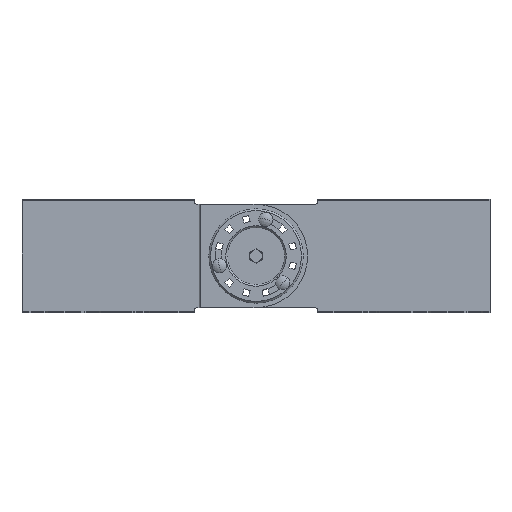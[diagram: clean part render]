
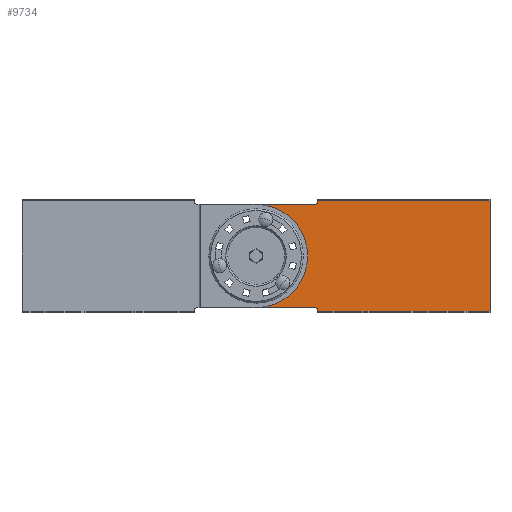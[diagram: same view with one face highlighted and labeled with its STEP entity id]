
A CAD part, top view. The second image highlights one B-rep face of the part: STEP entity #9734.
In plain terms, the highlighted face is planar.
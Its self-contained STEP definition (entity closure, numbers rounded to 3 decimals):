
#64 = EDGE_CURVE ( 'NONE', #5221, #12465, #7486, .T. ) ;
#80 = AXIS2_PLACEMENT_3D ( 'NONE', #11932, #11849, #7157 ) ;
#289 = CARTESIAN_POINT ( 'NONE',  ( -340., 0., -98.165 ) ) ;
#381 = CARTESIAN_POINT ( 'NONE',  ( -89.84, 0., -78.745 ) ) ;
#518 = VERTEX_POINT ( 'NONE', #1455 ) ;
#798 = CARTESIAN_POINT ( 'NONE',  ( -90., 0., -80.245 ) ) ;
#829 = ORIENTED_EDGE ( 'NONE', *, *, #11523, .F. ) ;
#936 = EDGE_CURVE ( 'NONE', #4200, #6811, #4449, .T. ) ;
#937 = DIRECTION ( 'NONE',  ( 0., 0., 1. ) ) ;
#1053 = CARTESIAN_POINT ( 'NONE',  ( -89.891, 0., 78.903 ) ) ;
#1139 = EDGE_CURVE ( 'NONE', #10573, #4607, #11108, .T. ) ;
#1177 = VERTEX_POINT ( 'NONE', #5876 ) ;
#1230 = CARTESIAN_POINT ( 'NONE',  ( -90., 0., -78.745 ) ) ;
#1245 = CARTESIAN_POINT ( 'NONE',  ( 0., 0., -80.245 ) ) ;
#1364 = VECTOR ( 'NONE', #5901, 1000. ) ;
#1455 = CARTESIAN_POINT ( 'NONE',  ( -85., 0., 75. ) ) ;
#1514 = EDGE_CURVE ( 'NONE', #1177, #6811, #2298, .T. ) ;
#1585 = AXIS2_PLACEMENT_3D ( 'NONE', #1777, #2722, #1818 ) ;
#1730 = DIRECTION ( 'NONE',  ( 0., 1., 0. ) ) ;
#1777 = CARTESIAN_POINT ( 'NONE',  ( 0., 0., 0. ) ) ;
#1818 = DIRECTION ( 'NONE',  ( 0., 0., 1. ) ) ;
#1850 = EDGE_CURVE ( 'NONE', #3185, #518, #7750, .T. ) ;
#1897 = ORIENTED_EDGE ( 'NONE', *, *, #11109, .T. ) ;
#1935 = CARTESIAN_POINT ( 'NONE',  ( 0., 0., 0. ) ) ;
#1939 = AXIS2_PLACEMENT_3D ( 'NONE', #11366, #1730, #8523 ) ;
#2025 = CARTESIAN_POINT ( 'NONE',  ( -89.93, 0., 79.064 ) ) ;
#2108 = DIRECTION ( 'NONE',  ( 0., 0., 1. ) ) ;
#2298 = LINE ( 'NONE', #1230, #4284 ) ;
#2524 = CARTESIAN_POINT ( 'NONE',  ( -89.84, 0., -78.745 ) ) ;
#2532 = VECTOR ( 'NONE', #10568, 1000. ) ;
#2711 = CARTESIAN_POINT ( 'NONE',  ( -90., 0., 0. ) ) ;
#2722 = DIRECTION ( 'NONE',  ( 0., 1., 0. ) ) ;
#2799 = DIRECTION ( 'NONE',  ( 0., 1., 0. ) ) ;
#2967 = ORIENTED_EDGE ( 'NONE', *, *, #4214, .T. ) ;
#3052 = EDGE_CURVE ( 'NONE', #4050, #9442, #5003, .T. ) ;
#3072 = EDGE_CURVE ( 'NONE', #12465, #5221, #3177, .T. ) ;
#3079 = VERTEX_POINT ( 'NONE', #10520 ) ;
#3085 = EDGE_LOOP ( 'NONE', ( #9038, #8539, #10485, #8122, #6968, #8458, #10933, #9485, #2967, #1897, #4164, #10392, #11436, #829 ) ) ;
#3119 = EDGE_LOOP ( 'NONE', ( #8501, #5039 ) ) ;
#3177 = CIRCLE ( 'NONE', #12344, 68.534 ) ;
#3185 = VERTEX_POINT ( 'NONE', #10600 ) ;
#3230 = EDGE_CURVE ( 'NONE', #3185, #7273, #9368, .T. ) ;
#3512 = CARTESIAN_POINT ( 'NONE',  ( -90., 0., 79.721 ) ) ;
#3995 = CARTESIAN_POINT ( 'NONE',  ( -89.982, 0., 79.39 ) ) ;
#4009 = AXIS2_PLACEMENT_3D ( 'NONE', #11481, #11526, #5599 ) ;
#4050 = VERTEX_POINT ( 'NONE', #11514 ) ;
#4059 = LINE ( 'NONE', #6156, #9215 ) ;
#4164 = ORIENTED_EDGE ( 'NONE', *, *, #8981, .T. ) ;
#4200 = VERTEX_POINT ( 'NONE', #8617 ) ;
#4214 = EDGE_CURVE ( 'NONE', #9442, #11324, #4365, .T. ) ;
#4268 = CARTESIAN_POINT ( 'NONE',  ( 0., 0., -75. ) ) ;
#4284 = VECTOR ( 'NONE', #10901, 1000. ) ;
#4365 = LINE ( 'NONE', #7688, #2532 ) ;
#4399 = CARTESIAN_POINT ( 'NONE',  ( -89.995, 0., -79.556 ) ) ;
#4449 = LINE ( 'NONE', #1245, #9306 ) ;
#4607 = VERTEX_POINT ( 'NONE', #7306 ) ;
#4613 = EDGE_CURVE ( 'NONE', #3079, #8030, #10395, .T. ) ;
#4724 = CARTESIAN_POINT ( 'NONE',  ( -340., 0., 0. ) ) ;
#4877 = AXIS2_PLACEMENT_3D ( 'NONE', #6335, #11185, #8095 ) ;
#4969 = CARTESIAN_POINT ( 'NONE',  ( 0., 0., 75. ) ) ;
#5003 = CIRCLE ( 'NONE', #1939, 75. ) ;
#5039 = ORIENTED_EDGE ( 'NONE', *, *, #3072, .F. ) ;
#5221 = VERTEX_POINT ( 'NONE', #9320 ) ;
#5510 = CARTESIAN_POINT ( 'NONE',  ( -89.93, 0., -79.064 ) ) ;
#5599 = DIRECTION ( 'NONE',  ( 0., 0., 1. ) ) ;
#5876 = CARTESIAN_POINT ( 'NONE',  ( -90., 0., -79.721 ) ) ;
#5901 = DIRECTION ( 'NONE',  ( 1., 0., 0. ) ) ;
#6051 = DIRECTION ( 'NONE',  ( 1., 0., 0. ) ) ;
#6118 = LINE ( 'NONE', #4724, #8373 ) ;
#6156 = CARTESIAN_POINT ( 'NONE',  ( -340., 0., 78.745 ) ) ;
#6163 = VECTOR ( 'NONE', #8357, 1000. ) ;
#6255 = CARTESIAN_POINT ( 'NONE',  ( -68.534, 0., 0. ) ) ;
#6335 = CARTESIAN_POINT ( 'NONE',  ( 0., 0., 0. ) ) ;
#6518 = FACE_BOUND ( 'NONE', #3119, .T. ) ;
#6641 = DIRECTION ( 'NONE',  ( 0., 0., -1. ) ) ;
#6811 = VERTEX_POINT ( 'NONE', #798 ) ;
#6968 = ORIENTED_EDGE ( 'NONE', *, *, #3230, .F. ) ;
#7086 = DIRECTION ( 'NONE',  ( 0., 0., 1. ) ) ;
#7157 = DIRECTION ( 'NONE',  ( 0., 0., -1. ) ) ;
#7268 = CARTESIAN_POINT ( 'NONE',  ( 0., 0., 80.245 ) ) ;
#7273 = VERTEX_POINT ( 'NONE', #3512 ) ;
#7306 = CARTESIAN_POINT ( 'NONE',  ( -340., 0., 78.745 ) ) ;
#7460 = LINE ( 'NONE', #4969, #1364 ) ;
#7484 = CARTESIAN_POINT ( 'NONE',  ( -85., 0., -75. ) ) ;
#7486 = CIRCLE ( 'NONE', #4877, 68.534 ) ;
#7522 = CARTESIAN_POINT ( 'NONE',  ( -340., 0., 80.245 ) ) ;
#7688 = CARTESIAN_POINT ( 'NONE',  ( 0., 0., -75. ) ) ;
#7750 = CIRCLE ( 'NONE', #4009, 5. ) ;
#7771 = VECTOR ( 'NONE', #7086, 1000. ) ;
#7840 = CARTESIAN_POINT ( 'NONE',  ( -89.995, 0., 79.556 ) ) ;
#8030 = VERTEX_POINT ( 'NONE', #7522 ) ;
#8095 = DIRECTION ( 'NONE',  ( 0., 0., 1. ) ) ;
#8122 = ORIENTED_EDGE ( 'NONE', *, *, #12224, .F. ) ;
#8253 = CARTESIAN_POINT ( 'NONE',  ( -340., 0., -78.745 ) ) ;
#8357 = DIRECTION ( 'NONE',  ( -1., 0., 0. ) ) ;
#8373 = VECTOR ( 'NONE', #6641, 1000. ) ;
#8458 = ORIENTED_EDGE ( 'NONE', *, *, #1850, .T. ) ;
#8501 = ORIENTED_EDGE ( 'NONE', *, *, #64, .F. ) ;
#8523 = DIRECTION ( 'NONE',  ( 0., 0., 1. ) ) ;
#8539 = ORIENTED_EDGE ( 'NONE', *, *, #10536, .T. ) ;
#8617 = CARTESIAN_POINT ( 'NONE',  ( -340., 0., -80.245 ) ) ;
#8981 = EDGE_CURVE ( 'NONE', #11829, #1177, #11574, .T. ) ;
#9038 = ORIENTED_EDGE ( 'NONE', *, *, #1139, .T. ) ;
#9215 = VECTOR ( 'NONE', #2108, 1000. ) ;
#9236 = CARTESIAN_POINT ( 'NONE',  ( -89.891, 0., -78.903 ) ) ;
#9306 = VECTOR ( 'NONE', #6051, 1000. ) ;
#9320 = CARTESIAN_POINT ( 'NONE',  ( 68.534, 0., 0. ) ) ;
#9368 = B_SPLINE_CURVE_WITH_KNOTS ( 'NONE', 3,
 ( #9756, #1053, #2025, #3995, #7840, #9800 ),
 .UNSPECIFIED., .F., .F.,
 ( 4, 2, 4 ),
 ( 0.004, 0.004, 0.005 ),
 .UNSPECIFIED. ) ;
#9442 = VERTEX_POINT ( 'NONE', #4268 ) ;
#9485 = ORIENTED_EDGE ( 'NONE', *, *, #3052, .T. ) ;
#9734 = ADVANCED_FACE ( 'NONE', ( #6518, #11958 ), #10482, .T. ) ;
#9756 = CARTESIAN_POINT ( 'NONE',  ( -89.84, 0., 78.745 ) ) ;
#9800 = CARTESIAN_POINT ( 'NONE',  ( -90., 0., 79.721 ) ) ;
#10223 = CARTESIAN_POINT ( 'NONE',  ( -89.982, 0., -79.39 ) ) ;
#10392 = ORIENTED_EDGE ( 'NONE', *, *, #1514, .T. ) ;
#10395 = LINE ( 'NONE', #7268, #6163 ) ;
#10482 = PLANE ( 'NONE',  #1585 ) ;
#10485 = ORIENTED_EDGE ( 'NONE', *, *, #4613, .F. ) ;
#10520 = CARTESIAN_POINT ( 'NONE',  ( -90., 0., 80.245 ) ) ;
#10536 = EDGE_CURVE ( 'NONE', #4607, #8030, #4059, .T. ) ;
#10568 = DIRECTION ( 'NONE',  ( -1., 0., 0. ) ) ;
#10573 = VERTEX_POINT ( 'NONE', #8253 ) ;
#10600 = CARTESIAN_POINT ( 'NONE',  ( -89.84, 0., 78.745 ) ) ;
#10901 = DIRECTION ( 'NONE',  ( 0., 0., -1. ) ) ;
#10933 = ORIENTED_EDGE ( 'NONE', *, *, #12419, .T. ) ;
#11099 = VECTOR ( 'NONE', #12412, 1000. ) ;
#11108 = LINE ( 'NONE', #289, #7771 ) ;
#11109 = EDGE_CURVE ( 'NONE', #11324, #11829, #11771, .T. ) ;
#11175 = CARTESIAN_POINT ( 'NONE',  ( -90., 0., -79.721 ) ) ;
#11185 = DIRECTION ( 'NONE',  ( 0., 1., 0. ) ) ;
#11324 = VERTEX_POINT ( 'NONE', #7484 ) ;
#11366 = CARTESIAN_POINT ( 'NONE',  ( 0., 0., 0. ) ) ;
#11436 = ORIENTED_EDGE ( 'NONE', *, *, #936, .F. ) ;
#11481 = CARTESIAN_POINT ( 'NONE',  ( -85., 0., 80. ) ) ;
#11514 = CARTESIAN_POINT ( 'NONE',  ( 0., 0., 75. ) ) ;
#11523 = EDGE_CURVE ( 'NONE', #10573, #4200, #6118, .T. ) ;
#11526 = DIRECTION ( 'NONE',  ( 0., -1., 0. ) ) ;
#11556 = LINE ( 'NONE', #2711, #11099 ) ;
#11574 = B_SPLINE_CURVE_WITH_KNOTS ( 'NONE', 3,
 ( #2524, #9236, #5510, #10223, #4399, #11175 ),
 .UNSPECIFIED., .F., .F.,
 ( 4, 2, 4 ),
 ( 0.004, 0.004, 0.005 ),
 .UNSPECIFIED. ) ;
#11771 = CIRCLE ( 'NONE', #80, 5. ) ;
#11829 = VERTEX_POINT ( 'NONE', #381 ) ;
#11849 = DIRECTION ( 'NONE',  ( 0., -1., 0. ) ) ;
#11932 = CARTESIAN_POINT ( 'NONE',  ( -85., 0., -80. ) ) ;
#11958 = FACE_OUTER_BOUND ( 'NONE', #3085, .T. ) ;
#12224 = EDGE_CURVE ( 'NONE', #7273, #3079, #11556, .T. ) ;
#12344 = AXIS2_PLACEMENT_3D ( 'NONE', #1935, #2799, #937 ) ;
#12412 = DIRECTION ( 'NONE',  ( 0., 0., 1. ) ) ;
#12419 = EDGE_CURVE ( 'NONE', #518, #4050, #7460, .T. ) ;
#12465 = VERTEX_POINT ( 'NONE', #6255 ) ;
